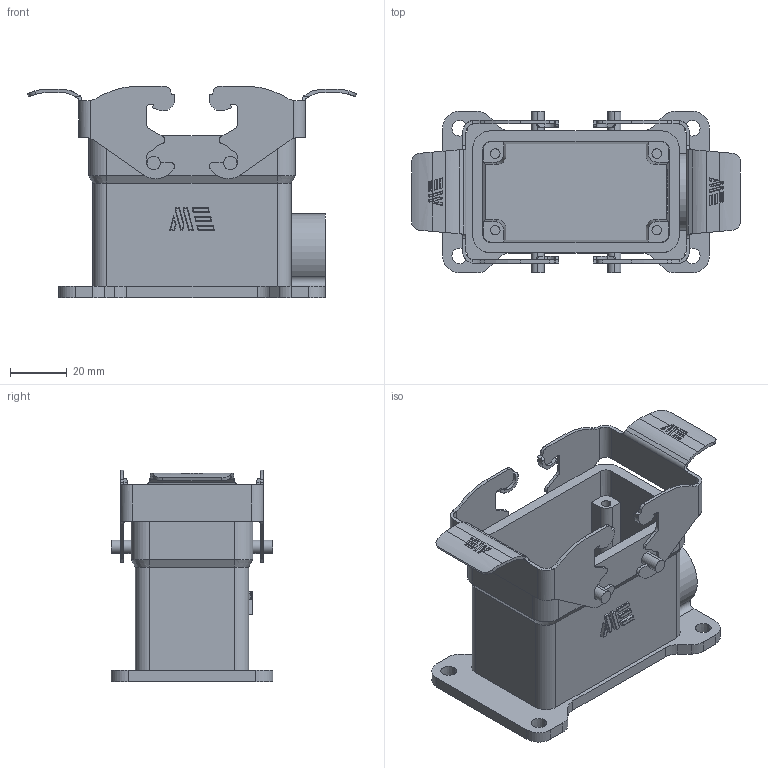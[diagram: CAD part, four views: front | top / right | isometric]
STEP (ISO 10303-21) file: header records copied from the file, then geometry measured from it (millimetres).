
FILE_DESCRIPTION (( 'STEP AP203' ), '1' );
FILE_NAME ('290543005S.step', '2025-02-12T17:49:51', ( '' ), ( '' ), 'SwSTEP 2.0', 'SolidWorks 2024', '' );
FILE_SCHEMA (( 'CONFIG_CONTROL_DESIGN' ));
Length unit declared in the file: inch
Products named in the file (1): 290543005S
Bounding box: 116 x 57 x 74.5 mm (x, y, z)
Volume: 66591.8 mm3; surface area: 44764.6 mm2
Topology: 1 solids, 1 shells, 477 faces, 1310 edges, 855 vertices
Faces by surface type: cylinder 239, plane 210, cone 20, bspline 8
Entity records: 16325 total; most frequent: CARTESIAN_POINT 4322, ORIENTED_EDGE 2620, DIRECTION 2345, EDGE_CURVE 1310, VERTEX_POINT 855, VECTOR 793, LINE 793, AXIS2_PLACEMENT_3D 776
